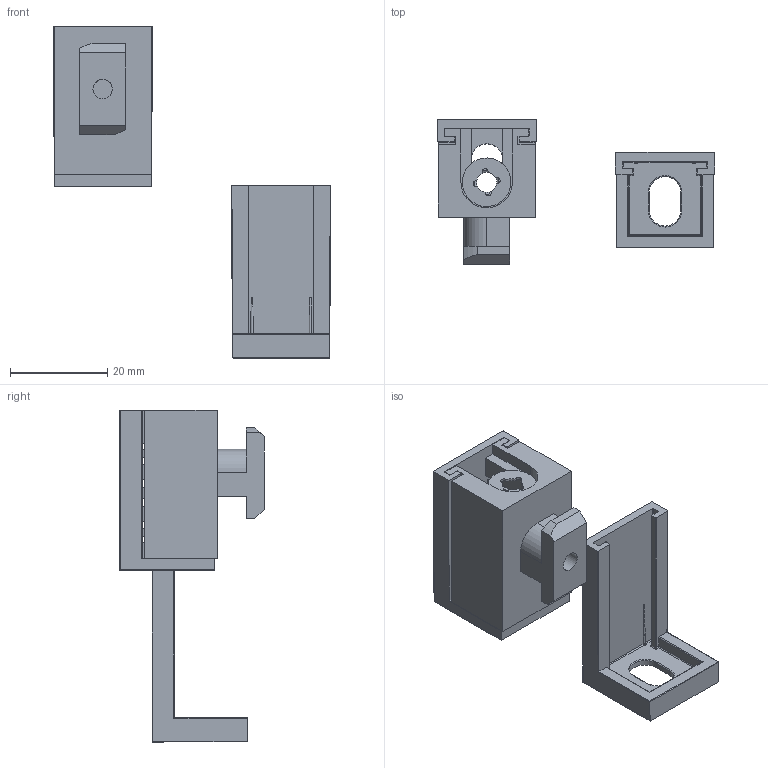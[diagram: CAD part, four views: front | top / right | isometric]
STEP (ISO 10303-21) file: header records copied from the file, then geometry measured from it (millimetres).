
FILE_DESCRIPTION(/* description */ (''),/* implementation_level */ '2;1');
FILE_NAME(/* name */ '81208_KriTec_Variofix_Block_10_Raster 40_45_schwarz.stp',/* time_stamp */ '2017-09-01T16:19:42+02:00',/* author */ ('kostic'),/* organization */ (''),/* preprocessor_version */ 'ST-DEVELOPER v16.1',/* originating_system */ 'Autodesk Inventor 2016',/* authorisation */ '');
FILE_SCHEMA (('AUTOMOTIVE_DESIGN { 1 0 10303 214 3 1 1 }'));
Length unit declared in the file: millimetre
Products named in the file (6): 81208_KriTec_Abstandshalter_d=5mm_fuer_KriTec_Vario-Block 10_schwarz; 81208_KriTec_Abstandshalter_d=2,5mm_fuer_KriTec_Vario-Block 10_schwar
z; 81208_Unverlierbarkeitsscheibe_fuer_M5; 81208_KriTec_Vierkantmutter_DIN_557_M5; 81208_KriTec_Variofix-Block_10_schwarz; 81208_KriTec_Variofix_Block_10_Raster 40_45_schwarz
Assembly tree (5 placements, depth 2):
  81208_KriTec_Variofix_Block_10_Raster 40_45_schwarz
    81208_KriTec_Abstandshalter_d=5mm_fuer_KriTec_Vario-Block 10_schwarz
    81208_KriTec_Abstandshalter_d=2,5mm_fuer_KriTec_Vario-Block 10_schwar
z
    81208_Unverlierbarkeitsscheibe_fuer_M5
    81208_KriTec_Vierkantmutter_DIN_557_M5
    81208_KriTec_Variofix-Block_10_schwarz
Bounding box: 57.21 x 29.8 x 68.4 mm (x, y, z)
Volume: 12615 mm3; surface area: 12273.5 mm2
Topology: 5 solids, 5 shells, 300 faces, 827 edges, 507 vertices
Faces by surface type: plane 168, cylinder 88, bspline 22, cone 10, torus 8, sphere 4
Full cylindrical faces by diameter (mm): 4 x1, 4.2 x1, 5 x2, 10 x1
Entity records: 10367 total; most frequent: CARTESIAN_POINT 2361, ORIENTED_EDGE 1618, DIRECTION 1535, EDGE_CURVE 809, LINE 579, VECTOR 579, VERTEX_POINT 504, AXIS2_PLACEMENT_3D 478
